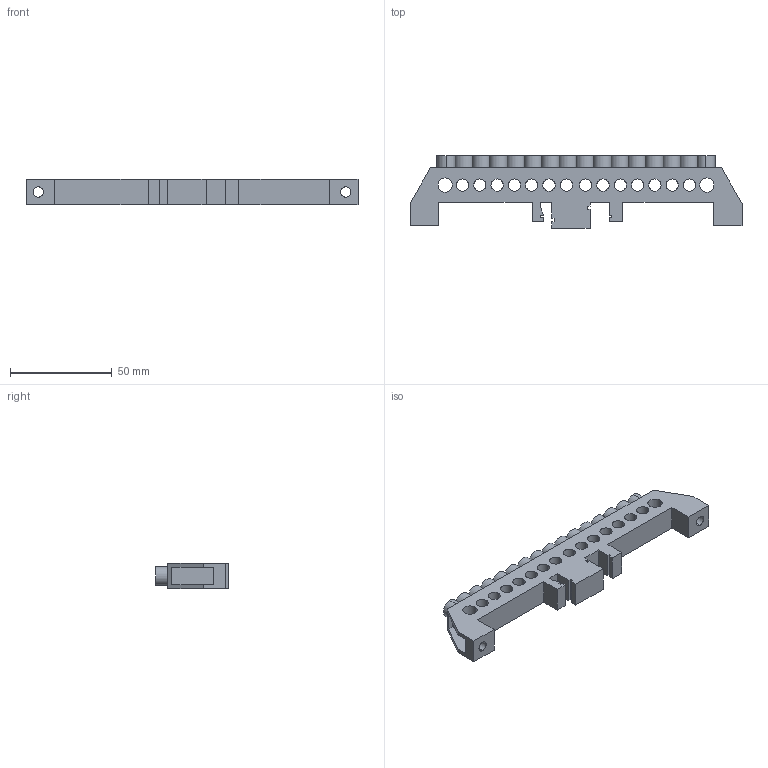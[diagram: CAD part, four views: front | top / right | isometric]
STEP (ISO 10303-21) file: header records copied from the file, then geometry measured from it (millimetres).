
FILE_DESCRIPTION (( 'STEP AP214' ), '1' );
FILE_NAME ('YNN10-812-16DP-K05 Øèíà ÐÅ çåìëÿ â êîìá DIN-èçîë Ñòîéêà ØÍÈ-8õ12-16-ÊÑ-Æ ÈÝÊ.STEP', '2016-08-24T12:34:33', ( 'user' ), ( '' ), 'SwSTEP 2.0', 'SolidWorks 2014', '' );
FILE_SCHEMA (( 'AUTOMOTIVE_DESIGN' ));
Length unit declared in the file: millimetre
Products named in the file (1): YNN10-812-16DP-K05 Øèíà ÐÅ çåìëÿ â êîìá DIN-èçîë Ñòîéêà ØÍÈ-8õ12-16-ÊÑ-Æ ÈÝÊ
Bounding box: 163 x 35.8 x 12.5 mm (x, y, z)
Volume: 33393.5 mm3; surface area: 21053.6 mm2
Topology: 1 solids, 1 shells, 184 faces, 495 edges, 330 vertices
Faces by surface type: cylinder 116, plane 68
Entity records: 5977 total; most frequent: DIRECTION 1097, CARTESIAN_POINT 1010, ORIENTED_EDGE 990, EDGE_CURVE 495, AXIS2_PLACEMENT_3D 417, VERTEX_POINT 330, LINE 263, VECTOR 263
